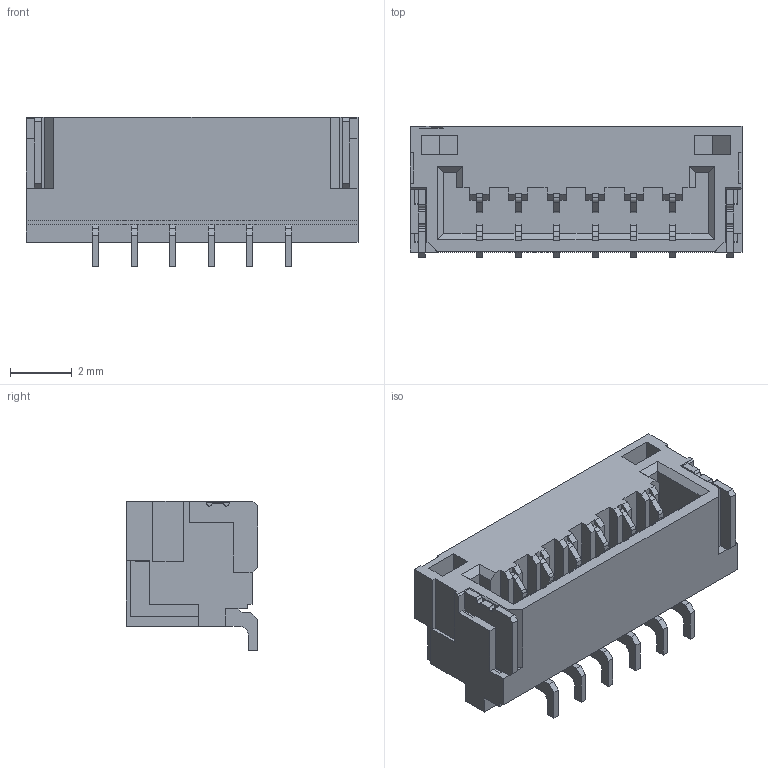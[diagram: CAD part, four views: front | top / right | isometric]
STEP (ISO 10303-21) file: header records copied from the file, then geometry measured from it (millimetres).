
FILE_DESCRIPTION (( 'STEP AP214' ), '1' );
FILE_NAME ('SM06B-GHS-TB(LF)(SN)-.STEP', '2023-11-14T07:16:51', ( '' ), ( '' ), 'SwSTEP 2.0', 'SolidWorks 2021', '' );
FILE_SCHEMA (( 'AUTOMOTIVE_DESIGN' ));
Length unit declared in the file: millimetre
Products named in the file (3): pin; SMxB-GHS-TB_06; SM06B-GHS-TB(LF)(SN)-
Assembly tree (7 placements, depth 2):
  SM06B-GHS-TB(LF)(SN)-
    SMxB-GHS-TB_06
    pin  x6
Bounding box: 10.75 x 4.25 x 4.85 mm (x, y, z)
Volume: 135.3 mm3; surface area: 413.7 mm2
Topology: 15 solids, 15 shells, 434 faces, 1220 edges, 810 vertices
Faces by surface type: plane 380, cylinder 54
Entity records: 9433 total; most frequent: CARTESIAN_POINT 1674, ORIENTED_EDGE 1660, DIRECTION 1456, EDGE_CURVE 830, VECTOR 792, LINE 792, VERTEX_POINT 550, AXIS2_PLACEMENT_3D 332
